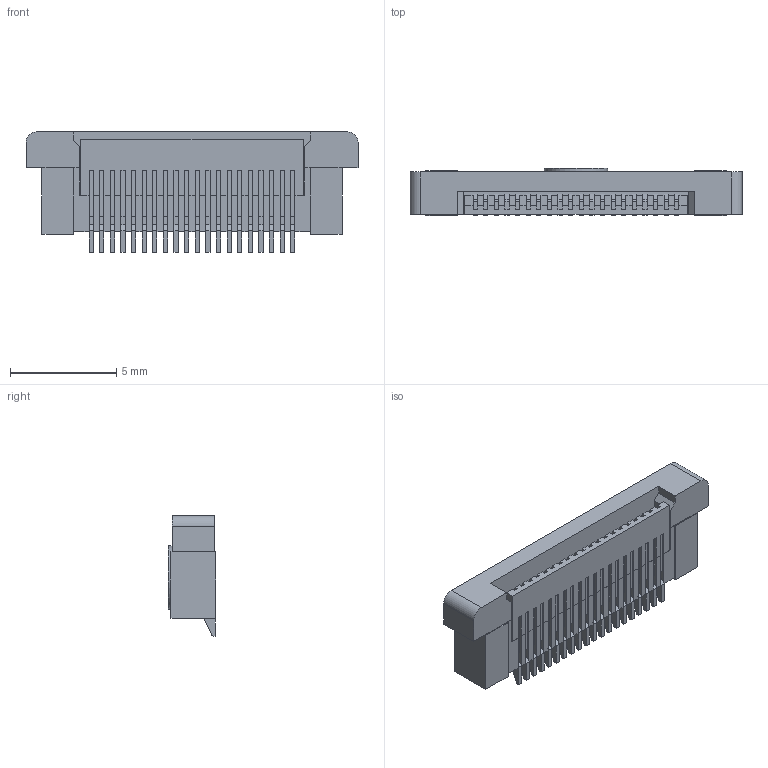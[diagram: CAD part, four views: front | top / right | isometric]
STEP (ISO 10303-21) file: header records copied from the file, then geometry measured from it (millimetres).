
FILE_DESCRIPTION( ( 'STEP AP203' ), '1' );
FILE_NAME( 'ZF5S-20-01-T-WT-K-TR.stp', '2021-05-28T19:34:01', ( 'License CC BY-ND 4.0' ), ( 'CADENAS' ), ' ', 'PARTsolutions', ' ' );
FILE_SCHEMA( ( 'CONFIG_CONTROL_DESIGN' ) );
Length unit declared in the file: millimetre
Products named in the file (4): ZF5S-20-01-T-WT-K-TR; _ZF5S-20-01-WT_socket; _C-297-20-01_pins; _K-DOT-.118-.219-.005_polyamide_pick
Assembly tree (3 placements, depth 2):
  ZF5S-20-01-T-WT-K-TR
    _ZF5S-20-01-WT_socket
    _C-297-20-01_pins
    _K-DOT-.118-.219-.005_polyamide_pick
Bounding box: 15.65 x 2.22 x 5.67 mm (x, y, z)
Volume: 133.3 mm3; surface area: 609.9 mm2
Topology: 3 solids, 3 shells, 758 faces, 2246 edges, 1494 vertices
Faces by surface type: plane 695, cylinder 63
Full cylindrical faces by diameter (mm): 3 x1
Entity records: 25048 total; most frequent: CARTESIAN_POINT 4501, ORIENTED_EDGE 4490, DIRECTION 3895, EDGE_CURVE 2245, LINE 2119, VECTOR 2119, VERTEX_POINT 1494, AXIS2_PLACEMENT_3D 888
